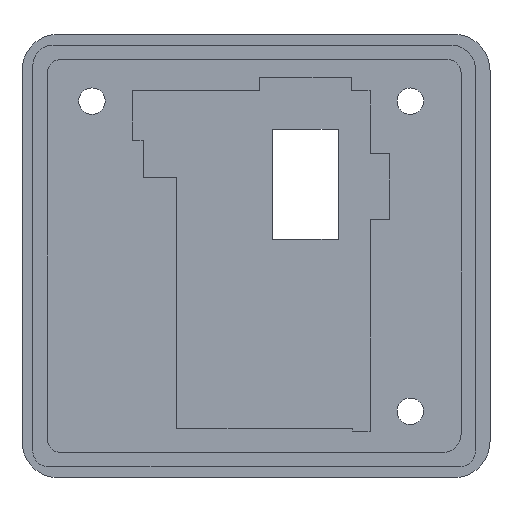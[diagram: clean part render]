
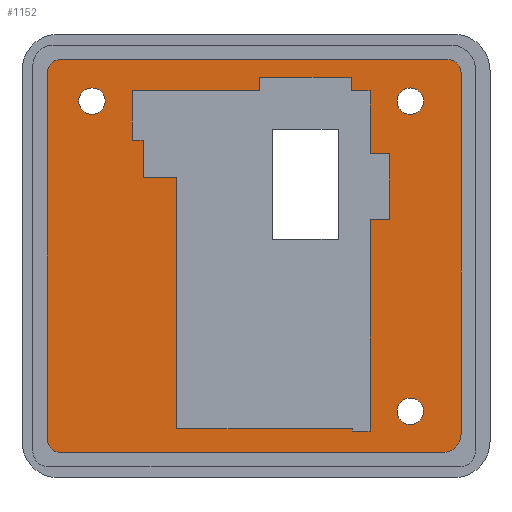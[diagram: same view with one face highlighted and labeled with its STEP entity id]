
A CAD part, left-side view. The second image highlights one B-rep face of the part: STEP entity #1152.
In plain terms, the highlighted planar face has unit normal (-1, 0, 0).
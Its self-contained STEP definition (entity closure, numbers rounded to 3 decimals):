
#42=FACE_BOUND('',#126,.T.);
#43=FACE_BOUND('',#127,.T.);
#44=FACE_BOUND('',#128,.T.);
#45=FACE_BOUND('',#129,.T.);
#56=FACE_OUTER_BOUND('',#125,.T.);
#125=EDGE_LOOP('',(#789,#790,#791,#792,#793,#794,#795,#796));
#126=EDGE_LOOP('',(#797));
#127=EDGE_LOOP('',(#798));
#128=EDGE_LOOP('',(#799));
#129=EDGE_LOOP('',(#800,#801,#802,#803,#804,#805,#806,#807,#808,#809,#810,
#811,#812,#813,#814,#815,#816,#817));
#213=LINE('',#1734,#337);
#214=LINE('',#1738,#338);
#215=LINE('',#1742,#339);
#216=LINE('',#1745,#340);
#217=LINE('',#1754,#341);
#218=LINE('',#1756,#342);
#219=LINE('',#1758,#343);
#220=LINE('',#1760,#344);
#221=LINE('',#1762,#345);
#222=LINE('',#1764,#346);
#223=LINE('',#1766,#347);
#224=LINE('',#1768,#348);
#225=LINE('',#1770,#349);
#226=LINE('',#1772,#350);
#227=LINE('',#1774,#351);
#228=LINE('',#1776,#352);
#229=LINE('',#1778,#353);
#230=LINE('',#1780,#354);
#231=LINE('',#1782,#355);
#232=LINE('',#1784,#356);
#233=LINE('',#1786,#357);
#234=LINE('',#1787,#358);
#337=VECTOR('',#1377,49.915);
#338=VECTOR('',#1380,53.479);
#339=VECTOR('',#1383,50.615);
#340=VECTOR('',#1386,52.779);
#341=VECTOR('',#1393,17.525);
#342=VECTOR('',#1394,1.86);
#343=VECTOR('',#1395,12.686);
#344=VECTOR('',#1396,1.86);
#345=VECTOR('',#1397,2.578);
#346=VECTOR('',#1398,8.679);
#347=VECTOR('',#1399,2.689);
#348=VECTOR('',#1400,9.075);
#349=VECTOR('',#1401,2.689);
#350=VECTOR('',#1402,29.246);
#351=VECTOR('',#1403,2.446);
#352=VECTOR('',#1404,0.4);
#353=VECTOR('',#1405,24.216);
#354=VECTOR('',#1406,34.682);
#355=VECTOR('',#1407,4.645);
#356=VECTOR('',#1408,5.114);
#357=VECTOR('',#1409,1.482);
#358=VECTOR('',#1410,6.805);
#461=CIRCLE('',#1243,2.5);
#462=CIRCLE('',#1244,1.8);
#463=CIRCLE('',#1245,1.8);
#464=CIRCLE('',#1246,1.8);
#465=CIRCLE('',#1247,1.824);
#466=CIRCLE('',#1248,1.824);
#467=CIRCLE('',#1249,1.824);
#513=VERTEX_POINT('',#1730);
#514=VERTEX_POINT('',#1731);
#515=VERTEX_POINT('',#1733);
#516=VERTEX_POINT('',#1735);
#517=VERTEX_POINT('',#1737);
#518=VERTEX_POINT('',#1739);
#519=VERTEX_POINT('',#1741);
#520=VERTEX_POINT('',#1743);
#521=VERTEX_POINT('',#1746);
#522=VERTEX_POINT('',#1748);
#523=VERTEX_POINT('',#1750);
#524=VERTEX_POINT('',#1752);
#525=VERTEX_POINT('',#1753);
#526=VERTEX_POINT('',#1755);
#527=VERTEX_POINT('',#1757);
#528=VERTEX_POINT('',#1759);
#529=VERTEX_POINT('',#1761);
#530=VERTEX_POINT('',#1763);
#531=VERTEX_POINT('',#1765);
#532=VERTEX_POINT('',#1767);
#533=VERTEX_POINT('',#1769);
#534=VERTEX_POINT('',#1771);
#535=VERTEX_POINT('',#1773);
#536=VERTEX_POINT('',#1775);
#537=VERTEX_POINT('',#1777);
#538=VERTEX_POINT('',#1779);
#539=VERTEX_POINT('',#1781);
#540=VERTEX_POINT('',#1783);
#541=VERTEX_POINT('',#1785);
#621=EDGE_CURVE('',#513,#514,#461,.T.);
#622=EDGE_CURVE('',#515,#514,#213,.T.);
#623=EDGE_CURVE('',#515,#516,#462,.T.);
#624=EDGE_CURVE('',#517,#516,#214,.T.);
#625=EDGE_CURVE('',#517,#518,#463,.T.);
#626=EDGE_CURVE('',#519,#518,#215,.T.);
#627=EDGE_CURVE('',#519,#520,#464,.T.);
#628=EDGE_CURVE('',#513,#520,#216,.T.);
#629=EDGE_CURVE('',#521,#521,#465,.T.);
#630=EDGE_CURVE('',#522,#522,#466,.T.);
#631=EDGE_CURVE('',#523,#523,#467,.T.);
#632=EDGE_CURVE('',#524,#525,#217,.T.);
#633=EDGE_CURVE('',#526,#525,#218,.T.);
#634=EDGE_CURVE('',#527,#526,#219,.T.);
#635=EDGE_CURVE('',#528,#527,#220,.T.);
#636=EDGE_CURVE('',#528,#529,#221,.T.);
#637=EDGE_CURVE('',#530,#529,#222,.T.);
#638=EDGE_CURVE('',#531,#530,#223,.T.);
#639=EDGE_CURVE('',#532,#531,#224,.T.);
#640=EDGE_CURVE('',#533,#532,#225,.T.);
#641=EDGE_CURVE('',#533,#534,#226,.T.);
#642=EDGE_CURVE('',#535,#534,#227,.T.);
#643=EDGE_CURVE('',#536,#535,#228,.T.);
#644=EDGE_CURVE('',#537,#536,#229,.T.);
#645=EDGE_CURVE('',#537,#538,#230,.T.);
#646=EDGE_CURVE('',#539,#538,#231,.T.);
#647=EDGE_CURVE('',#540,#539,#232,.T.);
#648=EDGE_CURVE('',#541,#540,#233,.T.);
#649=EDGE_CURVE('',#524,#541,#234,.T.);
#789=ORIENTED_EDGE('',*,*,#621,.T.);
#790=ORIENTED_EDGE('',*,*,#622,.F.);
#791=ORIENTED_EDGE('',*,*,#623,.T.);
#792=ORIENTED_EDGE('',*,*,#624,.F.);
#793=ORIENTED_EDGE('',*,*,#625,.T.);
#794=ORIENTED_EDGE('',*,*,#626,.F.);
#795=ORIENTED_EDGE('',*,*,#627,.T.);
#796=ORIENTED_EDGE('',*,*,#628,.F.);
#797=ORIENTED_EDGE('',*,*,#629,.T.);
#798=ORIENTED_EDGE('',*,*,#630,.T.);
#799=ORIENTED_EDGE('',*,*,#631,.T.);
#800=ORIENTED_EDGE('',*,*,#632,.T.);
#801=ORIENTED_EDGE('',*,*,#633,.F.);
#802=ORIENTED_EDGE('',*,*,#634,.F.);
#803=ORIENTED_EDGE('',*,*,#635,.F.);
#804=ORIENTED_EDGE('',*,*,#636,.T.);
#805=ORIENTED_EDGE('',*,*,#637,.F.);
#806=ORIENTED_EDGE('',*,*,#638,.F.);
#807=ORIENTED_EDGE('',*,*,#639,.F.);
#808=ORIENTED_EDGE('',*,*,#640,.F.);
#809=ORIENTED_EDGE('',*,*,#641,.T.);
#810=ORIENTED_EDGE('',*,*,#642,.F.);
#811=ORIENTED_EDGE('',*,*,#643,.F.);
#812=ORIENTED_EDGE('',*,*,#644,.F.);
#813=ORIENTED_EDGE('',*,*,#645,.T.);
#814=ORIENTED_EDGE('',*,*,#646,.F.);
#815=ORIENTED_EDGE('',*,*,#647,.F.);
#816=ORIENTED_EDGE('',*,*,#648,.F.);
#817=ORIENTED_EDGE('',*,*,#649,.F.);
#1110=PLANE('',#1242);
#1152=ADVANCED_FACE('',(#56,#42,#43,#44,#45),#1110,.F.);
#1242=AXIS2_PLACEMENT_3D('',#1729,#1373,#1374);
#1243=AXIS2_PLACEMENT_3D('',#1732,#1375,#1376);
#1244=AXIS2_PLACEMENT_3D('',#1736,#1378,#1379);
#1245=AXIS2_PLACEMENT_3D('',#1740,#1381,#1382);
#1246=AXIS2_PLACEMENT_3D('',#1744,#1384,#1385);
#1247=AXIS2_PLACEMENT_3D('',#1747,#1387,#1388);
#1248=AXIS2_PLACEMENT_3D('',#1749,#1389,#1390);
#1249=AXIS2_PLACEMENT_3D('',#1751,#1391,#1392);
#1373=DIRECTION('center_axis',(1.,0.,0.));
#1374=DIRECTION('ref_axis',(0.,1.,0.));
#1375=DIRECTION('center_axis',(-1.,0.,0.));
#1376=DIRECTION('ref_axis',(0.,0.,-1.));
#1377=DIRECTION('',(0.,0.,-1.));
#1378=DIRECTION('center_axis',(-1.,0.,0.));
#1379=DIRECTION('ref_axis',(0.,-1.,0.));
#1380=DIRECTION('',(0.,-1.,0.));
#1381=DIRECTION('center_axis',(-1.,0.,0.));
#1382=DIRECTION('ref_axis',(0.,0.,1.));
#1383=DIRECTION('',(0.,0.,1.));
#1384=DIRECTION('center_axis',(-1.,0.,0.));
#1385=DIRECTION('ref_axis',(0.,1.,0.));
#1386=DIRECTION('',(0.,1.,0.));
#1387=DIRECTION('center_axis',(1.,0.,0.));
#1388=DIRECTION('ref_axis',(0.,1.,0.));
#1389=DIRECTION('center_axis',(1.,0.,0.));
#1390=DIRECTION('ref_axis',(0.,1.,0.));
#1391=DIRECTION('center_axis',(1.,0.,0.));
#1392=DIRECTION('ref_axis',(0.,1.,0.));
#1393=DIRECTION('',(0.,-1.,0.));
#1394=DIRECTION('',(0.,0.,-1.));
#1395=DIRECTION('',(0.,1.,0.));
#1396=DIRECTION('',(0.,0.,1.));
#1397=DIRECTION('',(0.,-1.,0.));
#1398=DIRECTION('',(0.,0.,1.));
#1399=DIRECTION('',(0.,1.,0.));
#1400=DIRECTION('',(0.,0.,1.));
#1401=DIRECTION('',(0.,-1.,0.));
#1402=DIRECTION('',(0.,0.,-1.));
#1403=DIRECTION('',(0.,-1.,0.));
#1404=DIRECTION('',(0.,0.,-1.));
#1405=DIRECTION('',(0.,-1.,0.));
#1406=DIRECTION('',(0.,0.,1.));
#1407=DIRECTION('',(0.,-1.,0.));
#1408=DIRECTION('',(0.,0.,-1.));
#1409=DIRECTION('',(0.,-1.,0.));
#1410=DIRECTION('',(0.,0.,-1.));
#1729=CARTESIAN_POINT('Origin',(10.908,0.,0.));
#1730=CARTESIAN_POINT('',(10.908,-50.233,-76.076));
#1731=CARTESIAN_POINT('',(10.908,-52.733,-73.576));
#1732=CARTESIAN_POINT('Origin',(10.908,-50.233,-73.576));
#1733=CARTESIAN_POINT('',(10.908,-52.733,-23.661));
#1734=CARTESIAN_POINT('',(10.908,-52.733,-23.661));
#1735=CARTESIAN_POINT('',(10.908,-50.933,-21.861));
#1736=CARTESIAN_POINT('Origin',(10.908,-50.933,-23.661));
#1737=CARTESIAN_POINT('',(10.908,2.546,-21.861));
#1738=CARTESIAN_POINT('',(10.908,2.546,-21.861));
#1739=CARTESIAN_POINT('',(10.908,4.346,-23.661));
#1740=CARTESIAN_POINT('Origin',(10.908,2.546,-23.661));
#1741=CARTESIAN_POINT('',(10.908,4.346,-74.276));
#1742=CARTESIAN_POINT('',(10.908,4.346,-74.276));
#1743=CARTESIAN_POINT('',(10.908,2.546,-76.076));
#1744=CARTESIAN_POINT('Origin',(10.908,2.546,-74.276));
#1745=CARTESIAN_POINT('',(10.908,-50.233,-76.076));
#1746=CARTESIAN_POINT('',(10.908,-47.571,-27.599));
#1747=CARTESIAN_POINT('Origin',(10.908,-45.748,-27.599));
#1748=CARTESIAN_POINT('',(10.908,-3.628,-27.598));
#1749=CARTESIAN_POINT('Origin',(10.908,-1.805,-27.598));
#1750=CARTESIAN_POINT('',(10.908,-47.571,-70.398));
#1751=CARTESIAN_POINT('Origin',(10.908,-45.747,-70.398));
#1752=CARTESIAN_POINT('',(10.908,-7.396,-26.174));
#1753=CARTESIAN_POINT('',(10.908,-24.921,-26.174));
#1754=CARTESIAN_POINT('',(10.908,-7.396,-26.174));
#1755=CARTESIAN_POINT('',(10.908,-24.921,-24.313));
#1756=CARTESIAN_POINT('',(10.908,-24.921,-24.313));
#1757=CARTESIAN_POINT('',(10.908,-37.607,-24.313));
#1758=CARTESIAN_POINT('',(10.908,-37.607,-24.313));
#1759=CARTESIAN_POINT('',(10.908,-37.607,-26.174));
#1760=CARTESIAN_POINT('',(10.908,-37.607,-26.174));
#1761=CARTESIAN_POINT('',(10.908,-40.185,-26.174));
#1762=CARTESIAN_POINT('',(10.908,-37.607,-26.174));
#1763=CARTESIAN_POINT('',(10.908,-40.185,-34.853));
#1764=CARTESIAN_POINT('',(10.908,-40.185,-34.853));
#1765=CARTESIAN_POINT('',(10.908,-42.874,-34.853));
#1766=CARTESIAN_POINT('',(10.908,-42.874,-34.853));
#1767=CARTESIAN_POINT('',(10.908,-42.874,-43.928));
#1768=CARTESIAN_POINT('',(10.908,-42.874,-43.928));
#1769=CARTESIAN_POINT('',(10.908,-40.185,-43.928));
#1770=CARTESIAN_POINT('',(10.908,-40.185,-43.928));
#1771=CARTESIAN_POINT('',(10.908,-40.185,-73.175));
#1772=CARTESIAN_POINT('',(10.908,-40.185,-43.928));
#1773=CARTESIAN_POINT('',(10.908,-37.739,-73.175));
#1774=CARTESIAN_POINT('',(10.908,-37.739,-73.175));
#1775=CARTESIAN_POINT('',(10.908,-37.739,-72.775));
#1776=CARTESIAN_POINT('',(10.908,-37.739,-72.775));
#1777=CARTESIAN_POINT('',(10.908,-13.523,-72.775));
#1778=CARTESIAN_POINT('',(10.908,-13.523,-72.775));
#1779=CARTESIAN_POINT('',(10.908,-13.523,-38.093));
#1780=CARTESIAN_POINT('',(10.908,-13.523,-72.775));
#1781=CARTESIAN_POINT('',(10.908,-8.878,-38.093));
#1782=CARTESIAN_POINT('',(10.908,-8.878,-38.093));
#1783=CARTESIAN_POINT('',(10.908,-8.878,-32.979));
#1784=CARTESIAN_POINT('',(10.908,-8.878,-32.979));
#1785=CARTESIAN_POINT('',(10.908,-7.396,-32.979));
#1786=CARTESIAN_POINT('',(10.908,-7.396,-32.979));
#1787=CARTESIAN_POINT('',(10.908,-7.396,-26.174));
